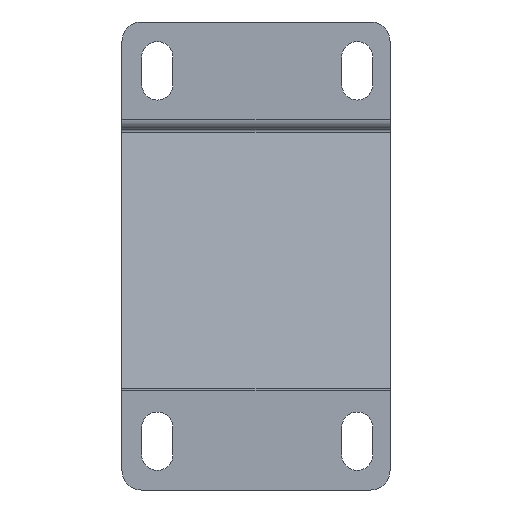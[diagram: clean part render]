
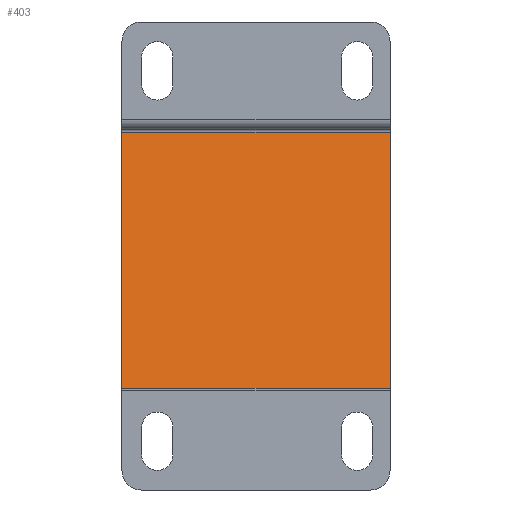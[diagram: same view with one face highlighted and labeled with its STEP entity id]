
A CAD part, front view. The second image highlights one B-rep face of the part: STEP entity #403.
In plain terms, the highlighted planar face has unit normal (0, -0.986, 0.168).
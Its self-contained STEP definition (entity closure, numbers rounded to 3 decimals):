
#48 = VERTEX_POINT ( 'NONE', #576 ) ;
#63 = EDGE_CURVE ( 'NONE', #636, #48, #547, .T. ) ;
#376 = EDGE_CURVE ( 'NONE', #619, #636, #1142, .T. ) ;
#403 = ADVANCED_FACE ( 'NONE', ( #1199 ), #1204, .F. ) ;
#404 = EDGE_LOOP ( 'NONE', ( #405, #406, #408, #409 ) ) ;
#405 = ORIENTED_EDGE ( 'NONE', *, *, #63, .T. ) ;
#406 = ORIENTED_EDGE ( 'NONE', *, *, #407, .T. ) ;
#407 = EDGE_CURVE ( 'NONE', #48, #506, #1194, .T. ) ;
#408 = ORIENTED_EDGE ( 'NONE', *, *, #505, .F. ) ;
#409 = ORIENTED_EDGE ( 'NONE', *, *, #376, .T. ) ;
#505 = EDGE_CURVE ( 'NONE', #619, #506, #1390, .T. ) ;
#506 = VERTEX_POINT ( 'NONE', #1386 ) ;
#544 = DIRECTION ( 'NONE',  ( 0., -0.168, -0.986 ) ) ;
#545 = VECTOR ( 'NONE', #544, 1000. ) ;
#546 = CARTESIAN_POINT ( 'NONE',  ( -27.5, 6.993, -22.584 ) ) ;
#547 = LINE ( 'NONE', #546, #545 ) ;
#576 = CARTESIAN_POINT ( 'NONE',  ( -27.5, -1.972, -75.164 ) ) ;
#619 = VERTEX_POINT ( 'NONE', #1350 ) ;
#636 = VERTEX_POINT ( 'NONE', #1438 ) ;
#1134 = DIRECTION ( 'NONE',  ( -1., 0., 0. ) ) ;
#1135 = VECTOR ( 'NONE', #1134, 1000. ) ;
#1136 = CARTESIAN_POINT ( 'NONE',  ( 27.5, 6.993, -22.584 ) ) ;
#1142 = LINE ( 'NONE', #1136, #1135 ) ;
#1191 = DIRECTION ( 'NONE',  ( 1., 0., 0. ) ) ;
#1192 = VECTOR ( 'NONE', #1191, 1000. ) ;
#1193 = CARTESIAN_POINT ( 'NONE',  ( 27.5, -1.972, -75.164 ) ) ;
#1194 = LINE ( 'NONE', #1193, #1192 ) ;
#1195 = DIRECTION ( 'NONE',  ( 0., 0.168, 0.986 ) ) ;
#1196 = DIRECTION ( 'NONE',  ( 0., 0.986, -0.168 ) ) ;
#1197 = CARTESIAN_POINT ( 'NONE',  ( 27.5, 6.993, -22.584 ) ) ;
#1198 = AXIS2_PLACEMENT_3D ( 'NONE', #1197, #1196, #1195 ) ;
#1199 = FACE_OUTER_BOUND ( 'NONE', #404, .T. ) ;
#1204 = PLANE ( 'NONE',  #1198 ) ;
#1350 = CARTESIAN_POINT ( 'NONE',  ( 27.5, 6.993, -22.584 ) ) ;
#1386 = CARTESIAN_POINT ( 'NONE',  ( 27.5, -1.972, -75.164 ) ) ;
#1387 = DIRECTION ( 'NONE',  ( 0., -0.168, -0.986 ) ) ;
#1388 = VECTOR ( 'NONE', #1387, 1000. ) ;
#1389 = CARTESIAN_POINT ( 'NONE',  ( 27.5, 6.993, -22.584 ) ) ;
#1390 = LINE ( 'NONE', #1389, #1388 ) ;
#1438 = CARTESIAN_POINT ( 'NONE',  ( -27.5, 6.993, -22.584 ) ) ;
